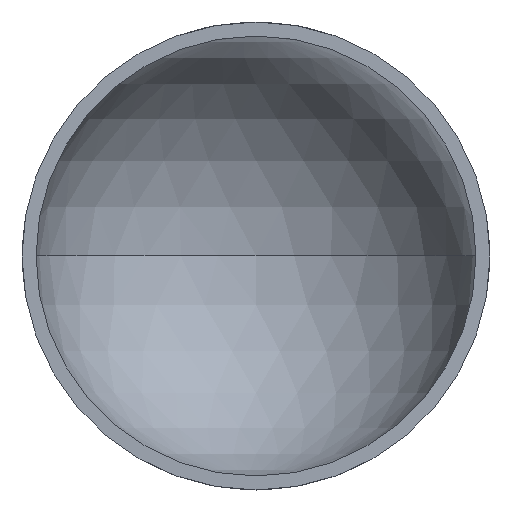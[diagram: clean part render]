
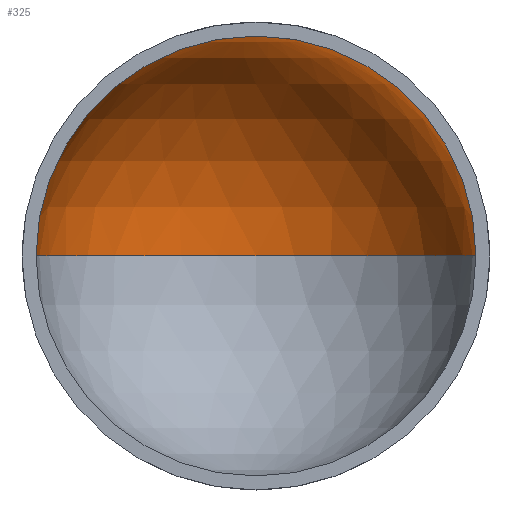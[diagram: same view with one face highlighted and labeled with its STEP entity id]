
A CAD part, front view. The second image highlights one B-rep face of the part: STEP entity #325.
In plain terms, the highlighted spherical face has radius 47 mm.
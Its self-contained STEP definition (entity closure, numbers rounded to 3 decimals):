
#96 = EDGE_CURVE ( 'NONE', #491, #606, #163, .T. ) ;
#103 = ORIENTED_EDGE ( 'NONE', *, *, #313, .F. ) ;
#127 = DIRECTION ( 'NONE',  ( 0., 0., -1. ) ) ;
#128 = DIRECTION ( 'NONE',  ( 0., 0., -1. ) ) ;
#163 = CIRCLE ( 'NONE', #361, 47. ) ;
#188 = EDGE_CURVE ( 'NONE', #772, #491, #962, .T. ) ;
#213 = CARTESIAN_POINT ( 'NONE',  ( 0., 70., 47. ) ) ;
#214 = DIRECTION ( 'NONE',  ( -1., 0., 0. ) ) ;
#221 = ORIENTED_EDGE ( 'NONE', *, *, #188, .T. ) ;
#256 = CARTESIAN_POINT ( 'NONE',  ( 0., 70., 0. ) ) ;
#291 = CARTESIAN_POINT ( 'NONE',  ( 47., 70., 0. ) ) ;
#313 = EDGE_CURVE ( 'NONE', #772, #417, #869, .T. ) ;
#315 = CARTESIAN_POINT ( 'NONE',  ( 0., 70., 0. ) ) ;
#325 = ADVANCED_FACE ( 'NONE', ( #953 ), #647, .F. ) ;
#361 = AXIS2_PLACEMENT_3D ( 'NONE', #758, #679, #127 ) ;
#385 = DIRECTION ( 'NONE',  ( 0., 0., -1. ) ) ;
#417 = VERTEX_POINT ( 'NONE', #591 ) ;
#445 = CARTESIAN_POINT ( 'NONE',  ( 0., 70., 0. ) ) ;
#491 = VERTEX_POINT ( 'NONE', #291 ) ;
#529 = ORIENTED_EDGE ( 'NONE', *, *, #96, .T. ) ;
#544 = AXIS2_PLACEMENT_3D ( 'NONE', #256, #890, #899 ) ;
#565 = DIRECTION ( 'NONE',  ( 0., 0., 1. ) ) ;
#591 = CARTESIAN_POINT ( 'NONE',  ( -47., 70., 0. ) ) ;
#602 = CIRCLE ( 'NONE', #805, 47. ) ;
#606 = VERTEX_POINT ( 'NONE', #213 ) ;
#611 = EDGE_LOOP ( 'NONE', ( #103, #221, #529, #652 ) ) ;
#647 = SPHERICAL_SURFACE ( 'NONE', #544, 47. ) ;
#652 = ORIENTED_EDGE ( 'NONE', *, *, #965, .T. ) ;
#679 = DIRECTION ( 'NONE',  ( 0., -1., 0. ) ) ;
#710 = CARTESIAN_POINT ( 'NONE',  ( 0., 70., 0. ) ) ;
#715 = AXIS2_PLACEMENT_3D ( 'NONE', #315, #565, #884 ) ;
#758 = CARTESIAN_POINT ( 'NONE',  ( 0., 70., 0. ) ) ;
#772 = VERTEX_POINT ( 'NONE', #868 ) ;
#787 = AXIS2_PLACEMENT_3D ( 'NONE', #710, #385, #214 ) ;
#805 = AXIS2_PLACEMENT_3D ( 'NONE', #445, #847, #128 ) ;
#847 = DIRECTION ( 'NONE',  ( 0., -1., 0. ) ) ;
#868 = CARTESIAN_POINT ( 'NONE',  ( 0., 117., 0. ) ) ;
#869 = CIRCLE ( 'NONE', #715, 47. ) ;
#884 = DIRECTION ( 'NONE',  ( 1., 0., 0. ) ) ;
#890 = DIRECTION ( 'NONE',  ( 0., 0., -1. ) ) ;
#899 = DIRECTION ( 'NONE',  ( -1., 0., 0. ) ) ;
#953 = FACE_OUTER_BOUND ( 'NONE', #611, .T. ) ;
#962 = CIRCLE ( 'NONE', #787, 47. ) ;
#965 = EDGE_CURVE ( 'NONE', #606, #417, #602, .T. ) ;
